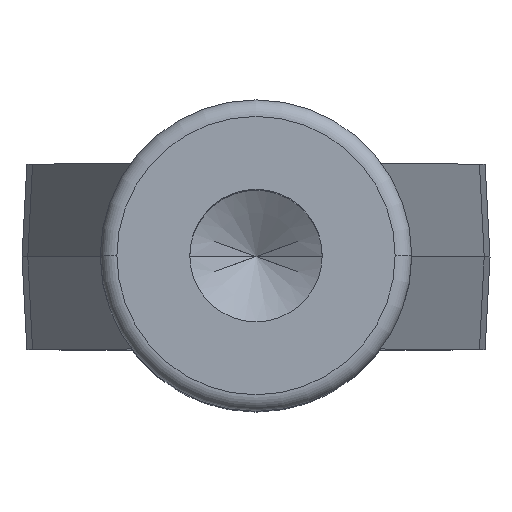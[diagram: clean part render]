
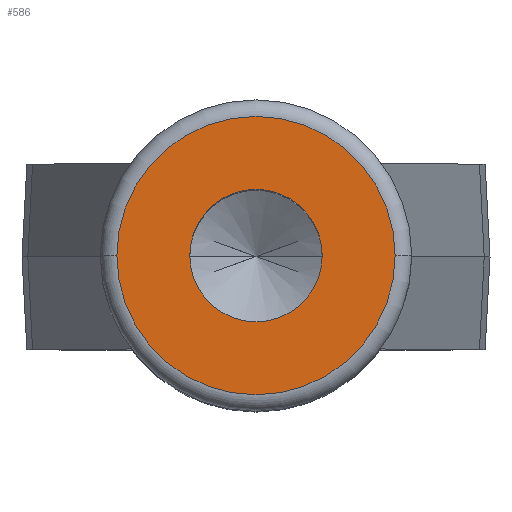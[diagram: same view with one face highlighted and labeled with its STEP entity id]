
A CAD part, top view. The second image highlights one B-rep face of the part: STEP entity #586.
In plain terms, the highlighted planar face has unit normal (0, 0, 1).
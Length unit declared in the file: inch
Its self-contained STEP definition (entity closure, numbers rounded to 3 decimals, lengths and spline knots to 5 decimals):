
#43 = EDGE_LOOP ( 'NONE', ( #1081, #721 ) ) ;
#52 = DIRECTION ( 'NONE',  ( -1., 0., 0. ) ) ;
#105 = CARTESIAN_POINT ( 'NONE',  ( 0., 0., 0. ) ) ;
#113 = AXIS2_PLACEMENT_3D ( 'NONE', #1041, #409, #1145 ) ;
#122 = FACE_BOUND ( 'NONE', #1375, .T. ) ;
#124 = AXIS2_PLACEMENT_3D ( 'NONE', #873, #649, #886 ) ;
#149 = EDGE_CURVE ( 'NONE', #1243, #597, #152, .T. ) ;
#152 = CIRCLE ( 'NONE', #124, 0.126 ) ;
#185 = CIRCLE ( 'NONE', #1120, 0.126 ) ;
#196 = CARTESIAN_POINT ( 'NONE',  ( 0.06, 0., 0. ) ) ;
#206 = DIRECTION ( 'NONE',  ( -1., 0., 0. ) ) ;
#208 = DIRECTION ( 'NONE',  ( 1., 0., 0. ) ) ;
#245 = VERTEX_POINT ( 'NONE', #196 ) ;
#343 = FACE_OUTER_BOUND ( 'NONE', #43, .T. ) ;
#409 = DIRECTION ( 'NONE',  ( 0., 0., 1. ) ) ;
#457 = DIRECTION ( 'NONE',  ( 0., 0., 1. ) ) ;
#567 = CIRCLE ( 'NONE', #113, 0.06 ) ;
#585 = CIRCLE ( 'NONE', #1162, 0.06 ) ;
#586 = ADVANCED_FACE ( 'NONE', ( #122, #343 ), #853, .F. ) ;
#593 = ORIENTED_EDGE ( 'NONE', *, *, #634, .F. ) ;
#597 = VERTEX_POINT ( 'NONE', #900 ) ;
#634 = EDGE_CURVE ( 'NONE', #245, #1373, #585, .T. ) ;
#649 = DIRECTION ( 'NONE',  ( 0., 0., 1. ) ) ;
#721 = ORIENTED_EDGE ( 'NONE', *, *, #149, .T. ) ;
#769 = DIRECTION ( 'NONE',  ( 0., 0., -1. ) ) ;
#843 = DIRECTION ( 'NONE',  ( 0., 0., 1. ) ) ;
#853 = PLANE ( 'NONE',  #1163 ) ;
#858 = CARTESIAN_POINT ( 'NONE',  ( 0., 0., 0. ) ) ;
#873 = CARTESIAN_POINT ( 'NONE',  ( 0., 0., 0. ) ) ;
#883 = CARTESIAN_POINT ( 'NONE',  ( -0.06, 0., 0. ) ) ;
#886 = DIRECTION ( 'NONE',  ( -1., 0., 0. ) ) ;
#900 = CARTESIAN_POINT ( 'NONE',  ( -0.126, 0., 0. ) ) ;
#962 = EDGE_CURVE ( 'NONE', #1373, #245, #567, .T. ) ;
#1041 = CARTESIAN_POINT ( 'NONE',  ( 0., 0., 0. ) ) ;
#1081 = ORIENTED_EDGE ( 'NONE', *, *, #1117, .T. ) ;
#1117 = EDGE_CURVE ( 'NONE', #597, #1243, #185, .T. ) ;
#1120 = AXIS2_PLACEMENT_3D ( 'NONE', #105, #843, #206 ) ;
#1145 = DIRECTION ( 'NONE',  ( 1., 0., 0. ) ) ;
#1162 = AXIS2_PLACEMENT_3D ( 'NONE', #1214, #457, #208 ) ;
#1163 = AXIS2_PLACEMENT_3D ( 'NONE', #858, #769, #52 ) ;
#1179 = CARTESIAN_POINT ( 'NONE',  ( 0.126, 0., 0. ) ) ;
#1214 = CARTESIAN_POINT ( 'NONE',  ( 0., 0., 0. ) ) ;
#1243 = VERTEX_POINT ( 'NONE', #1179 ) ;
#1292 = ORIENTED_EDGE ( 'NONE', *, *, #962, .F. ) ;
#1373 = VERTEX_POINT ( 'NONE', #883 ) ;
#1375 = EDGE_LOOP ( 'NONE', ( #593, #1292 ) ) ;
